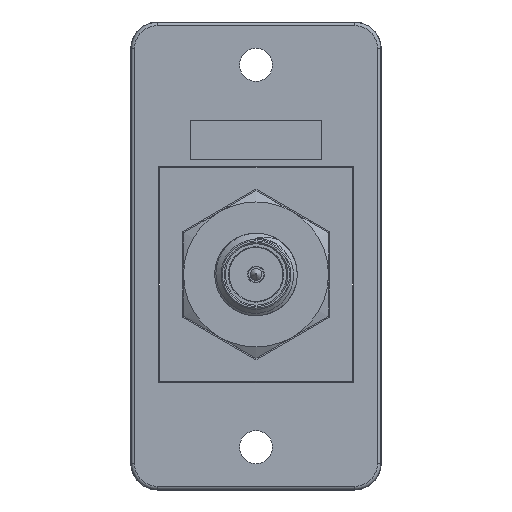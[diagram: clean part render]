
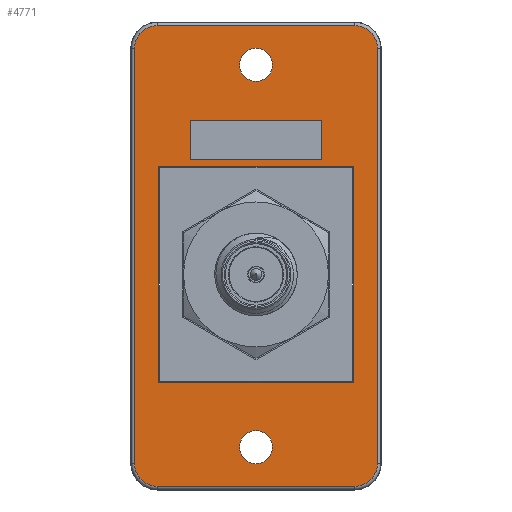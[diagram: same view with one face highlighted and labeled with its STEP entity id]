
A CAD part, front view. The second image highlights one B-rep face of the part: STEP entity #4771.
In plain terms, the highlighted planar face has unit normal (0, -1, 0).
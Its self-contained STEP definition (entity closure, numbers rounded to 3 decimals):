
#90=FACE_BOUND('',#638,.T.);
#91=FACE_BOUND('',#639,.T.);
#92=FACE_BOUND('',#640,.T.);
#93=FACE_BOUND('',#641,.T.);
#143=PLANE('',#5074);
#373=FACE_OUTER_BOUND('',#637,.T.);
#637=EDGE_LOOP('',(#3349,#3350,#3351,#3352,#3353,#3354,#3355,#3356));
#638=EDGE_LOOP('',(#3357,#3358,#3359,#3360));
#639=EDGE_LOOP('',(#3361));
#640=EDGE_LOOP('',(#3362));
#641=EDGE_LOOP('',(#3363,#3364,#3365,#3366));
#875=CIRCLE('',#5049,1.714);
#879=CIRCLE('',#5055,1.714);
#883=CIRCLE('',#5061,1.714);
#887=CIRCLE('',#5067,1.714);
#890=CIRCLE('',#5075,1.25);
#891=CIRCLE('',#5076,1.25);
#1159=LINE('',#8285,#1557);
#1207=LINE('',#8584,#1605);
#1208=LINE('',#8595,#1606);
#1210=LINE('',#8607,#1608);
#1212=LINE('',#8619,#1610);
#1221=LINE('',#8644,#1619);
#1222=LINE('',#8646,#1620);
#1223=LINE('',#8647,#1621);
#1224=LINE('',#8654,#1622);
#1225=LINE('',#8656,#1623);
#1226=LINE('',#8658,#1624);
#1227=LINE('',#8659,#1625);
#1557=VECTOR('',#5520,10.);
#1605=VECTOR('',#5604,10.);
#1606=VECTOR('',#5617,10.);
#1608=VECTOR('',#5631,10.);
#1610=VECTOR('',#5645,10.);
#1619=VECTOR('',#5674,10.);
#1620=VECTOR('',#5675,10.);
#1621=VECTOR('',#5676,10.);
#1622=VECTOR('',#5681,10.);
#1623=VECTOR('',#5682,10.);
#1624=VECTOR('',#5683,10.);
#1625=VECTOR('',#5684,10.);
#1988=VERTEX_POINT('',#8282);
#1989=VERTEX_POINT('',#8284);
#2032=VERTEX_POINT('',#8577);
#2035=VERTEX_POINT('',#8582);
#2037=VERTEX_POINT('',#8587);
#2039=VERTEX_POINT('',#8593);
#2041=VERTEX_POINT('',#8599);
#2043=VERTEX_POINT('',#8605);
#2045=VERTEX_POINT('',#8611);
#2047=VERTEX_POINT('',#8617);
#2053=VERTEX_POINT('',#8643);
#2054=VERTEX_POINT('',#8645);
#2055=VERTEX_POINT('',#8648);
#2056=VERTEX_POINT('',#8650);
#2057=VERTEX_POINT('',#8652);
#2058=VERTEX_POINT('',#8653);
#2059=VERTEX_POINT('',#8655);
#2060=VERTEX_POINT('',#8657);
#2453=EDGE_CURVE('',#1989,#1988,#1159,.T.);
#2525=EDGE_CURVE('',#2035,#2032,#1207,.T.);
#2527=EDGE_CURVE('',#2037,#2035,#875,.T.);
#2530=EDGE_CURVE('',#2039,#2037,#1208,.T.);
#2533=EDGE_CURVE('',#2041,#2039,#879,.T.);
#2536=EDGE_CURVE('',#2043,#2041,#1210,.T.);
#2539=EDGE_CURVE('',#2045,#2043,#883,.T.);
#2542=EDGE_CURVE('',#2047,#2045,#1212,.T.);
#2545=EDGE_CURVE('',#2032,#2047,#887,.T.);
#2555=EDGE_CURVE('',#1988,#2053,#1221,.T.);
#2556=EDGE_CURVE('',#2053,#2054,#1222,.T.);
#2557=EDGE_CURVE('',#2054,#1989,#1223,.T.);
#2558=EDGE_CURVE('',#2055,#2055,#890,.T.);
#2559=EDGE_CURVE('',#2056,#2056,#891,.T.);
#2560=EDGE_CURVE('',#2057,#2058,#1224,.T.);
#2561=EDGE_CURVE('',#2058,#2059,#1225,.T.);
#2562=EDGE_CURVE('',#2059,#2060,#1226,.T.);
#2563=EDGE_CURVE('',#2060,#2057,#1227,.T.);
#3349=ORIENTED_EDGE('',*,*,#2525,.F.);
#3350=ORIENTED_EDGE('',*,*,#2527,.F.);
#3351=ORIENTED_EDGE('',*,*,#2530,.F.);
#3352=ORIENTED_EDGE('',*,*,#2533,.F.);
#3353=ORIENTED_EDGE('',*,*,#2536,.F.);
#3354=ORIENTED_EDGE('',*,*,#2539,.F.);
#3355=ORIENTED_EDGE('',*,*,#2542,.F.);
#3356=ORIENTED_EDGE('',*,*,#2545,.F.);
#3357=ORIENTED_EDGE('',*,*,#2555,.T.);
#3358=ORIENTED_EDGE('',*,*,#2556,.T.);
#3359=ORIENTED_EDGE('',*,*,#2557,.T.);
#3360=ORIENTED_EDGE('',*,*,#2453,.T.);
#3361=ORIENTED_EDGE('',*,*,#2558,.T.);
#3362=ORIENTED_EDGE('',*,*,#2559,.T.);
#3363=ORIENTED_EDGE('',*,*,#2560,.T.);
#3364=ORIENTED_EDGE('',*,*,#2561,.T.);
#3365=ORIENTED_EDGE('',*,*,#2562,.T.);
#3366=ORIENTED_EDGE('',*,*,#2563,.T.);
#4771=ADVANCED_FACE('',(#373,#90,#91,#92,#93),#143,.F.);
#5049=AXIS2_PLACEMENT_3D('',#8589,#5609,#5610);
#5055=AXIS2_PLACEMENT_3D('',#8601,#5623,#5624);
#5061=AXIS2_PLACEMENT_3D('',#8613,#5637,#5638);
#5067=AXIS2_PLACEMENT_3D('',#8623,#5651,#5652);
#5074=AXIS2_PLACEMENT_3D('',#8642,#5672,#5673);
#5075=AXIS2_PLACEMENT_3D('',#8649,#5677,#5678);
#5076=AXIS2_PLACEMENT_3D('',#8651,#5679,#5680);
#5520=DIRECTION('',(1.,0.,0.));
#5604=DIRECTION('',(0.,0.,-1.));
#5609=DIRECTION('center_axis',(0.,1.,0.));
#5610=DIRECTION('ref_axis',(0.707,0.,0.707));
#5617=DIRECTION('',(1.,0.,0.));
#5623=DIRECTION('center_axis',(0.,1.,0.));
#5624=DIRECTION('ref_axis',(-0.707,0.,0.707));
#5631=DIRECTION('',(0.,0.,1.));
#5637=DIRECTION('center_axis',(0.,1.,0.));
#5638=DIRECTION('ref_axis',(-0.707,0.,-0.707));
#5645=DIRECTION('',(-1.,0.,0.));
#5651=DIRECTION('center_axis',(0.,1.,0.));
#5652=DIRECTION('ref_axis',(0.707,0.,-0.707));
#5672=DIRECTION('center_axis',(0.,1.,0.));
#5673=DIRECTION('ref_axis',(0.,0.,1.));
#5674=DIRECTION('',(0.,0.,-1.));
#5675=DIRECTION('',(-1.,0.,0.));
#5676=DIRECTION('',(0.,0.,1.));
#5677=DIRECTION('center_axis',(0.,1.,0.));
#5678=DIRECTION('ref_axis',(0.,0.,-1.));
#5679=DIRECTION('center_axis',(0.,1.,0.));
#5680=DIRECTION('ref_axis',(0.,0.,-1.));
#5681=DIRECTION('',(1.,0.,0.));
#5682=DIRECTION('',(0.,0.,-1.));
#5683=DIRECTION('',(-1.,0.,0.));
#5684=DIRECTION('',(0.,0.,1.));
#8282=CARTESIAN_POINT('',(7.375,-5.1,8.2));
#8284=CARTESIAN_POINT('',(-7.375,-5.1,8.2));
#8285=CARTESIAN_POINT('',(-3.688,-5.1,8.2));
#8577=CARTESIAN_POINT('',(9.214,-5.1,-14.35));
#8582=CARTESIAN_POINT('',(9.214,-5.1,17.15));
#8584=CARTESIAN_POINT('',(9.214,-5.1,10.275));
#8587=CARTESIAN_POINT('',(7.5,-5.1,18.864));
#8589=CARTESIAN_POINT('Origin',(7.5,-5.1,17.15));
#8593=CARTESIAN_POINT('',(-7.5,-5.1,18.864));
#8595=CARTESIAN_POINT('',(-4.75,-5.1,18.864));
#8599=CARTESIAN_POINT('',(-9.214,-5.1,17.15));
#8601=CARTESIAN_POINT('Origin',(-7.5,-5.1,17.15));
#8605=CARTESIAN_POINT('',(-9.214,-5.1,-14.35));
#8607=CARTESIAN_POINT('',(-9.214,-5.1,-7.475));
#8611=CARTESIAN_POINT('',(-7.5,-5.1,-16.064));
#8613=CARTESIAN_POINT('Origin',(-7.5,-5.1,-14.35));
#8617=CARTESIAN_POINT('',(7.5,-5.1,-16.064));
#8619=CARTESIAN_POINT('',(4.75,-5.1,-16.064));
#8623=CARTESIAN_POINT('Origin',(7.5,-5.1,-14.35));
#8642=CARTESIAN_POINT('Origin',(0.,-5.1,1.4));
#8643=CARTESIAN_POINT('',(7.375,-5.1,-8.2));
#8644=CARTESIAN_POINT('',(7.375,-5.1,4.8));
#8645=CARTESIAN_POINT('',(-7.375,-5.1,-8.2));
#8646=CARTESIAN_POINT('',(3.688,-5.1,-8.2));
#8647=CARTESIAN_POINT('',(-7.375,-5.1,-3.4));
#8648=CARTESIAN_POINT('',(0.,-5.1,17.15));
#8649=CARTESIAN_POINT('Origin',(0.,-5.1,15.9));
#8650=CARTESIAN_POINT('',(0.,-5.1,-11.85));
#8651=CARTESIAN_POINT('Origin',(0.,-5.1,-13.1));
#8652=CARTESIAN_POINT('',(-5.,-5.1,11.7));
#8653=CARTESIAN_POINT('',(5.,-5.1,11.7));
#8654=CARTESIAN_POINT('',(-2.5,-5.1,11.7));
#8655=CARTESIAN_POINT('',(5.,-5.1,8.7));
#8656=CARTESIAN_POINT('',(5.,-5.1,6.55));
#8657=CARTESIAN_POINT('',(-5.,-5.1,8.7));
#8658=CARTESIAN_POINT('',(2.5,-5.1,8.7));
#8659=CARTESIAN_POINT('',(-5.,-5.1,5.05));
